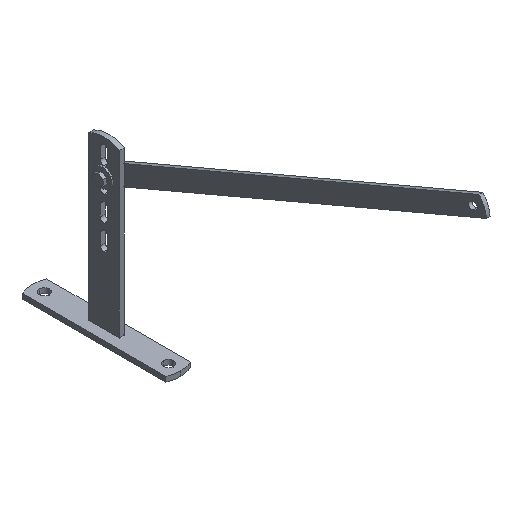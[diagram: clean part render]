
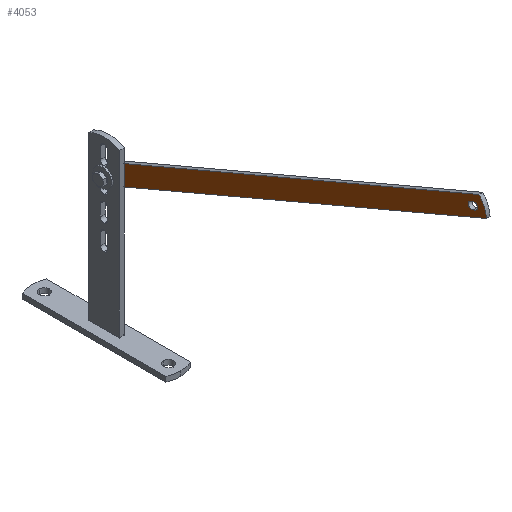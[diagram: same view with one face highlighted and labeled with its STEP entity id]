
A CAD part, isometric view. The second image highlights one B-rep face of the part: STEP entity #4053.
In plain terms, the highlighted planar face has unit normal (-1, 0, 0).
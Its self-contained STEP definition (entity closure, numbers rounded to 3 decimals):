
#6 = CARTESIAN_POINT ( 'NONE',  ( 4., 0., 216.5 ) ) ;
#119 = VERTEX_POINT ( 'NONE', #766 ) ;
#357 = EDGE_CURVE ( 'NONE', #3661, #2447, #4362, .T. ) ;
#361 = LINE ( 'NONE', #4090, #1288 ) ;
#371 = ORIENTED_EDGE ( 'NONE', *, *, #4474, .F. ) ;
#389 = DIRECTION ( 'NONE',  ( 0., -0.921, 0.391 ) ) ;
#415 = EDGE_LOOP ( 'NONE', ( #4384, #441, #3104, #4281 ) ) ;
#440 = CIRCLE ( 'NONE', #3159, 40. ) ;
#441 = ORIENTED_EDGE ( 'NONE', *, *, #3679, .T. ) ;
#477 = CARTESIAN_POINT ( 'NONE',  ( 4., 18.718, 214.53 ) ) ;
#526 = DIRECTION ( 'NONE',  ( 0., -0.391, -0.921 ) ) ;
#582 = AXIS2_PLACEMENT_3D ( 'NONE', #6, #4871, #2008 ) ;
#614 = DIRECTION ( 'NONE',  ( 0., -0.391, -0.921 ) ) ;
#616 = AXIS2_PLACEMENT_3D ( 'NONE', #942, #1327, #614 ) ;
#709 = FACE_BOUND ( 'NONE', #3994, .T. ) ;
#766 = CARTESIAN_POINT ( 'NONE',  ( 4., -586.054, 471.24 ) ) ;
#827 = VERTEX_POINT ( 'NONE', #2895 ) ;
#888 = EDGE_LOOP ( 'NONE', ( #371, #3394, #5117, #5098 ) ) ;
#942 = CARTESIAN_POINT ( 'NONE',  ( 4., -584.521, 464.614 ) ) ;
#1001 = CARTESIAN_POINT ( 'NONE',  ( 4., 14.42, 204.404 ) ) ;
#1120 = LINE ( 'NONE', #2678, #2955 ) ;
#1200 = DIRECTION ( 'NONE',  ( 0., 0.921, -0.391 ) ) ;
#1215 = FACE_OUTER_BOUND ( 'NONE', #888, .T. ) ;
#1225 = CARTESIAN_POINT ( 'NONE',  ( 4., 10.708, 195.659 ) ) ;
#1242 = LINE ( 'NONE', #5235, #5165 ) ;
#1256 = CIRCLE ( 'NONE', #4491, 5.5 ) ;
#1265 = DIRECTION ( 'NONE',  ( 1., 0., 0. ) ) ;
#1288 = VECTOR ( 'NONE', #4883, 1000. ) ;
#1294 = LINE ( 'NONE', #1225, #3062 ) ;
#1327 = DIRECTION ( 'NONE',  ( -1., 0., 0. ) ) ;
#1337 = CARTESIAN_POINT ( 'NONE',  ( 4., -1.533, 223.126 ) ) ;
#1390 = DIRECTION ( 'NONE',  ( 1., 0., 0. ) ) ;
#1438 = DIRECTION ( 'NONE',  ( 0., -0.391, -0.921 ) ) ;
#1442 = VECTOR ( 'NONE', #1200, 1000. ) ;
#1513 = CARTESIAN_POINT ( 'NONE',  ( 4., -2.149, 211.437 ) ) ;
#1524 = VERTEX_POINT ( 'NONE', #3913 ) ;
#1541 = CARTESIAN_POINT ( 'NONE',  ( 4., 2.149, 221.563 ) ) ;
#1558 = VERTEX_POINT ( 'NONE', #1513 ) ;
#1730 = AXIS2_PLACEMENT_3D ( 'NONE', #4438, #1902, #2332 ) ;
#1807 = DIRECTION ( 'NONE',  ( 0., 0.921, -0.391 ) ) ;
#1810 = EDGE_CURVE ( 'NONE', #119, #3661, #4936, .T. ) ;
#1814 = EDGE_CURVE ( 'NONE', #2531, #3640, #1294, .T. ) ;
#1831 = CARTESIAN_POINT ( 'NONE',  ( 4., -607.946, 458.262 ) ) ;
#1902 = DIRECTION ( 'NONE',  ( 1., 0., 0. ) ) ;
#1918 = DIRECTION ( 'NONE',  ( 0., -0.391, -0.921 ) ) ;
#2008 = DIRECTION ( 'NONE',  ( 0., -0.391, -0.921 ) ) ;
#2244 = ORIENTED_EDGE ( 'NONE', *, *, #357, .F. ) ;
#2297 = EDGE_CURVE ( 'NONE', #1558, #4769, #3127, .T. ) ;
#2332 = DIRECTION ( 'NONE',  ( 0., -0.391, -0.921 ) ) ;
#2375 = DIRECTION ( 'NONE',  ( 0., -0.391, -0.921 ) ) ;
#2447 = VERTEX_POINT ( 'NONE', #3204 ) ;
#2480 = DIRECTION ( 'NONE',  ( 0., -0.921, 0.391 ) ) ;
#2531 = VERTEX_POINT ( 'NONE', #3863 ) ;
#2678 = CARTESIAN_POINT ( 'NONE',  ( 4., 14.42, 204.404 ) ) ;
#2680 = CARTESIAN_POINT ( 'NONE',  ( 4., -5.831, 213. ) ) ;
#2765 = CIRCLE ( 'NONE', #1730, 5.5 ) ;
#2895 = CARTESIAN_POINT ( 'NONE',  ( 4., 19.743, 224.415 ) ) ;
#2909 = VERTEX_POINT ( 'NONE', #1337 ) ;
#2955 = VECTOR ( 'NONE', #4313, 1000. ) ;
#3011 = CARTESIAN_POINT ( 'NONE',  ( 4., -20.251, 225.096 ) ) ;
#3062 = VECTOR ( 'NONE', #389, 1000. ) ;
#3068 = ORIENTED_EDGE ( 'NONE', *, *, #5133, .F. ) ;
#3095 = CARTESIAN_POINT ( 'NONE',  ( 4., -582.372, 469.677 ) ) ;
#3104 = ORIENTED_EDGE ( 'NONE', *, *, #3653, .T. ) ;
#3127 = CIRCLE ( 'NONE', #582, 5.5 ) ;
#3159 = AXIS2_PLACEMENT_3D ( 'NONE', #3604, #1265, #526 ) ;
#3204 = CARTESIAN_POINT ( 'NONE',  ( 4., -586.67, 459.551 ) ) ;
#3255 = VERTEX_POINT ( 'NONE', #2680 ) ;
#3276 = AXIS2_PLACEMENT_3D ( 'NONE', #3011, #4638, #1438 ) ;
#3394 = ORIENTED_EDGE ( 'NONE', *, *, #4446, .F. ) ;
#3551 = CARTESIAN_POINT ( 'NONE',  ( 4., -588.203, 466.177 ) ) ;
#3604 = CARTESIAN_POINT ( 'NONE',  ( 4., -567.951, 457.581 ) ) ;
#3640 = VERTEX_POINT ( 'NONE', #1831 ) ;
#3648 = EDGE_CURVE ( 'NONE', #827, #2531, #4807, .T. ) ;
#3653 = EDGE_CURVE ( 'NONE', #3255, #1558, #4250, .T. ) ;
#3661 = VERTEX_POINT ( 'NONE', #3095 ) ;
#3679 = EDGE_CURVE ( 'NONE', #2909, #3255, #2765, .T. ) ;
#3789 = AXIS2_PLACEMENT_3D ( 'NONE', #4027, #1390, #2375 ) ;
#3853 = ORIENTED_EDGE ( 'NONE', *, *, #1810, .F. ) ;
#3863 = CARTESIAN_POINT ( 'NONE',  ( 4., 8.021, 196.8 ) ) ;
#3913 = CARTESIAN_POINT ( 'NONE',  ( 4., -596.224, 485.877 ) ) ;
#3956 = DIRECTION ( 'NONE',  ( -1., 0., 0. ) ) ;
#3994 = EDGE_LOOP ( 'NONE', ( #2244, #3853, #4401, #3068 ) ) ;
#4027 = CARTESIAN_POINT ( 'NONE',  ( 4., 22.43, 223.274 ) ) ;
#4053 = ADVANCED_FACE ( 'NONE', ( #1215, #4385, #709 ), #4834, .F. ) ;
#4090 = CARTESIAN_POINT ( 'NONE',  ( 4., 22.43, 223.274 ) ) ;
#4125 = VECTOR ( 'NONE', #1807, 1000. ) ;
#4250 = LINE ( 'NONE', #1001, #4125 ) ;
#4281 = ORIENTED_EDGE ( 'NONE', *, *, #2297, .T. ) ;
#4313 = DIRECTION ( 'NONE',  ( 0., -0.921, 0.391 ) ) ;
#4362 = CIRCLE ( 'NONE', #616, 5.5 ) ;
#4371 = CARTESIAN_POINT ( 'NONE',  ( 4., -590.352, 461.114 ) ) ;
#4384 = ORIENTED_EDGE ( 'NONE', *, *, #5207, .T. ) ;
#4385 = FACE_BOUND ( 'NONE', #415, .T. ) ;
#4401 = ORIENTED_EDGE ( 'NONE', *, *, #5178, .F. ) ;
#4438 = CARTESIAN_POINT ( 'NONE',  ( 4., -3.682, 218.063 ) ) ;
#4446 = EDGE_CURVE ( 'NONE', #827, #1524, #361, .T. ) ;
#4474 = EDGE_CURVE ( 'NONE', #1524, #3640, #440, .T. ) ;
#4491 = AXIS2_PLACEMENT_3D ( 'NONE', #3551, #3956, #1918 ) ;
#4638 = DIRECTION ( 'NONE',  ( -1., 0., 0. ) ) ;
#4742 = VERTEX_POINT ( 'NONE', #4371 ) ;
#4769 = VERTEX_POINT ( 'NONE', #1541 ) ;
#4807 = CIRCLE ( 'NONE', #3276, 40. ) ;
#4834 = PLANE ( 'NONE',  #3789 ) ;
#4871 = DIRECTION ( 'NONE',  ( 1., 0., 0. ) ) ;
#4883 = DIRECTION ( 'NONE',  ( 0., -0.921, 0.391 ) ) ;
#4936 = LINE ( 'NONE', #477, #1442 ) ;
#5098 = ORIENTED_EDGE ( 'NONE', *, *, #1814, .T. ) ;
#5117 = ORIENTED_EDGE ( 'NONE', *, *, #3648, .T. ) ;
#5133 = EDGE_CURVE ( 'NONE', #2447, #4742, #1120, .T. ) ;
#5165 = VECTOR ( 'NONE', #2480, 1000. ) ;
#5178 = EDGE_CURVE ( 'NONE', #4742, #119, #1256, .T. ) ;
#5207 = EDGE_CURVE ( 'NONE', #4769, #2909, #1242, .T. ) ;
#5235 = CARTESIAN_POINT ( 'NONE',  ( 4., 18.718, 214.53 ) ) ;
